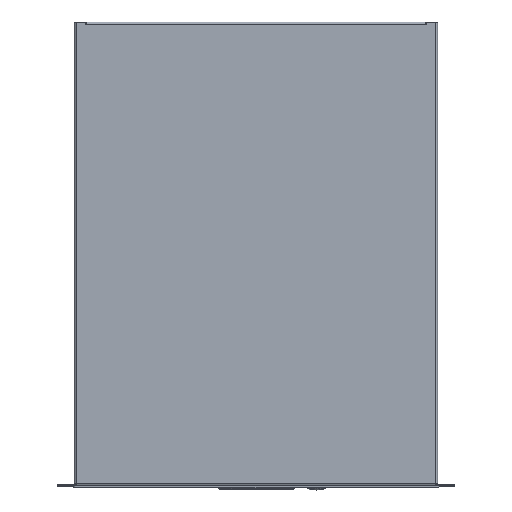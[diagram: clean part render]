
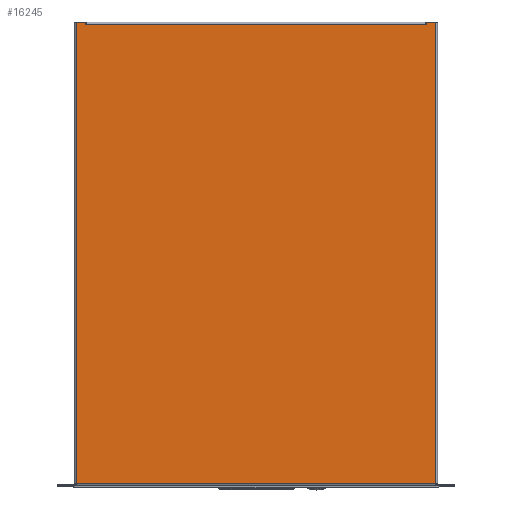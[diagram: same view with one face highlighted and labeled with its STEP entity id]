
A CAD part, top view. The second image highlights one B-rep face of the part: STEP entity #16245.
In plain terms, the highlighted planar face has unit normal (0, 0, 1).
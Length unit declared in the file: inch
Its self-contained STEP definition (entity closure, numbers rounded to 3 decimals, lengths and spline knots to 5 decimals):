
#143 = VECTOR ( 'NONE', #19168, 39.37008 ) ;
#257 = VECTOR ( 'NONE', #15433, 39.37008 ) ;
#412 = EDGE_CURVE ( 'NONE', #16012, #5162, #4447, .T. ) ;
#747 = CARTESIAN_POINT ( 'NONE',  ( 8.57, 22.28, 2.5315 ) ) ;
#852 = DIRECTION ( 'NONE',  ( 0., 1., 0. ) ) ;
#1388 = DIRECTION ( 'NONE',  ( -1., 0., 0. ) ) ;
#1532 = LINE ( 'NONE', #8327, #18067 ) ;
#1825 = AXIS2_PLACEMENT_3D ( 'NONE', #9791, #2783, #11254 ) ;
#2206 = VERTEX_POINT ( 'NONE', #10437 ) ;
#2282 = EDGE_CURVE ( 'NONE', #17145, #5298, #9322, .T. ) ;
#2293 = ORIENTED_EDGE ( 'NONE', *, *, #5622, .T. ) ;
#2783 = DIRECTION ( 'NONE',  ( 0., 0., 1. ) ) ;
#2896 = CARTESIAN_POINT ( 'NONE',  ( 8.136, 22.172, 2.5315 ) ) ;
#4206 = CARTESIAN_POINT ( 'NONE',  ( -8.678, 0.213, 2.5315 ) ) ;
#4447 = LINE ( 'NONE', #2896, #15410 ) ;
#4540 = CARTESIAN_POINT ( 'NONE',  ( 8.106, 22.172, 2.5315 ) ) ;
#4963 = LINE ( 'NONE', #11771, #257 ) ;
#5095 = EDGE_CURVE ( 'NONE', #2206, #17145, #12677, .T. ) ;
#5162 = VERTEX_POINT ( 'NONE', #4540 ) ;
#5298 = VERTEX_POINT ( 'NONE', #15835 ) ;
#5388 = CARTESIAN_POINT ( 'NONE',  ( -8.106, 22.172, 2.5315 ) ) ;
#5622 = EDGE_CURVE ( 'NONE', #5298, #11962, #7223, .T. ) ;
#5896 = LINE ( 'NONE', #19514, #7327 ) ;
#6359 = FACE_OUTER_BOUND ( 'NONE', #15579, .T. ) ;
#7115 = CARTESIAN_POINT ( 'NONE',  ( -8.678, 22.28, 2.5315 ) ) ;
#7223 = LINE ( 'NONE', #7115, #143 ) ;
#7327 = VECTOR ( 'NONE', #11245, 39.37008 ) ;
#7586 = ORIENTED_EDGE ( 'NONE', *, *, #8942, .T. ) ;
#7706 = ORIENTED_EDGE ( 'NONE', *, *, #12247, .T. ) ;
#7865 = DIRECTION ( 'NONE',  ( 0., -1., 0. ) ) ;
#7875 = CARTESIAN_POINT ( 'NONE',  ( -8.136, 22.172, 2.5315 ) ) ;
#7971 = CARTESIAN_POINT ( 'NONE',  ( 8.136, 22.28, 2.5315 ) ) ;
#8129 = PLANE ( 'NONE',  #1825 ) ;
#8327 = CARTESIAN_POINT ( 'NONE',  ( 8.136, 22.172, 2.5315 ) ) ;
#8597 = CARTESIAN_POINT ( 'NONE',  ( -8.57, 22.28, 2.5315 ) ) ;
#8708 = VERTEX_POINT ( 'NONE', #19797 ) ;
#8942 = EDGE_CURVE ( 'NONE', #5162, #15873, #5896, .T. ) ;
#9109 = VECTOR ( 'NONE', #7865, 39.37008 ) ;
#9288 = VERTEX_POINT ( 'NONE', #7875 ) ;
#9322 = LINE ( 'NONE', #747, #10608 ) ;
#9791 = CARTESIAN_POINT ( 'NONE',  ( -8.678, 22.28, 2.5315 ) ) ;
#9869 = ORIENTED_EDGE ( 'NONE', *, *, #5095, .T. ) ;
#10148 = VECTOR ( 'NONE', #11010, 39.37008 ) ;
#10278 = EDGE_CURVE ( 'NONE', #15873, #9288, #1532, .T. ) ;
#10437 = CARTESIAN_POINT ( 'NONE',  ( -8.57, 0.213, 2.5315 ) ) ;
#10608 = VECTOR ( 'NONE', #852, 39.37008 ) ;
#11010 = DIRECTION ( 'NONE',  ( 1., 0., 0. ) ) ;
#11245 = DIRECTION ( 'NONE',  ( -1., 0., 0. ) ) ;
#11254 = DIRECTION ( 'NONE',  ( 1., 0., 0. ) ) ;
#11771 = CARTESIAN_POINT ( 'NONE',  ( -8.136, 22.28, 2.5315 ) ) ;
#11800 = DIRECTION ( 'NONE',  ( -1., 0., 0. ) ) ;
#11962 = VERTEX_POINT ( 'NONE', #17456 ) ;
#12247 = EDGE_CURVE ( 'NONE', #21440, #2206, #17539, .T. ) ;
#12630 = ORIENTED_EDGE ( 'NONE', *, *, #14481, .T. ) ;
#12677 = LINE ( 'NONE', #4206, #10148 ) ;
#13160 = DIRECTION ( 'NONE',  ( -1., 0., 0. ) ) ;
#13836 = CARTESIAN_POINT ( 'NONE',  ( 8.57, 0.213, 2.5315 ) ) ;
#13863 = CARTESIAN_POINT ( 'NONE',  ( -8.57, 22.28, 2.5315 ) ) ;
#13910 = ORIENTED_EDGE ( 'NONE', *, *, #2282, .T. ) ;
#14108 = ORIENTED_EDGE ( 'NONE', *, *, #10278, .T. ) ;
#14481 = EDGE_CURVE ( 'NONE', #11962, #16012, #19696, .T. ) ;
#14501 = CARTESIAN_POINT ( 'NONE',  ( 8.136, 22.172, 2.5315 ) ) ;
#15337 = VECTOR ( 'NONE', #1388, 39.37008 ) ;
#15410 = VECTOR ( 'NONE', #13160, 39.37008 ) ;
#15433 = DIRECTION ( 'NONE',  ( 0., 1., 0. ) ) ;
#15579 = EDGE_LOOP ( 'NONE', ( #21280, #7586, #14108, #16408, #18339, #7706, #9869, #13910, #2293, #12630 ) ) ;
#15835 = CARTESIAN_POINT ( 'NONE',  ( 8.57, 22.28, 2.5315 ) ) ;
#15873 = VERTEX_POINT ( 'NONE', #5388 ) ;
#16012 = VERTEX_POINT ( 'NONE', #14501 ) ;
#16245 = ADVANCED_FACE ( 'NONE', ( #6359 ), #8129, .T. ) ;
#16408 = ORIENTED_EDGE ( 'NONE', *, *, #19807, .T. ) ;
#17145 = VERTEX_POINT ( 'NONE', #13836 ) ;
#17456 = CARTESIAN_POINT ( 'NONE',  ( 8.136, 22.28, 2.5315 ) ) ;
#17539 = LINE ( 'NONE', #13863, #21664 ) ;
#18067 = VECTOR ( 'NONE', #11800, 39.37008 ) ;
#18292 = EDGE_CURVE ( 'NONE', #8708, #21440, #18341, .T. ) ;
#18339 = ORIENTED_EDGE ( 'NONE', *, *, #18292, .T. ) ;
#18341 = LINE ( 'NONE', #18456, #15337 ) ;
#18456 = CARTESIAN_POINT ( 'NONE',  ( -8.678, 22.28, 2.5315 ) ) ;
#19168 = DIRECTION ( 'NONE',  ( -1., 0., 0. ) ) ;
#19514 = CARTESIAN_POINT ( 'NONE',  ( -8.678, 22.172, 2.5315 ) ) ;
#19696 = LINE ( 'NONE', #7971, #9109 ) ;
#19797 = CARTESIAN_POINT ( 'NONE',  ( -8.136, 22.28, 2.5315 ) ) ;
#19807 = EDGE_CURVE ( 'NONE', #9288, #8708, #4963, .T. ) ;
#20896 = DIRECTION ( 'NONE',  ( 0., -1., 0. ) ) ;
#21280 = ORIENTED_EDGE ( 'NONE', *, *, #412, .T. ) ;
#21440 = VERTEX_POINT ( 'NONE', #8597 ) ;
#21664 = VECTOR ( 'NONE', #20896, 39.37008 ) ;
